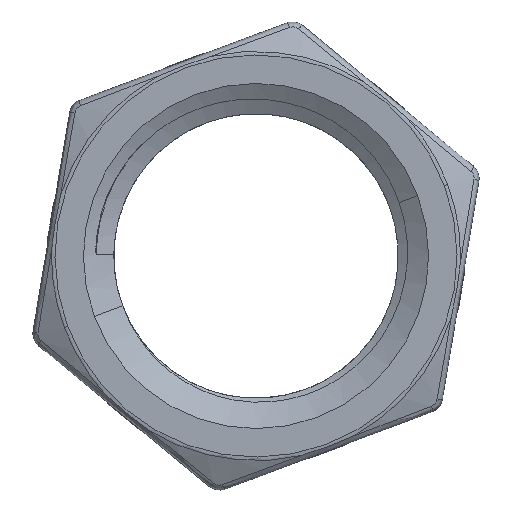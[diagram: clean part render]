
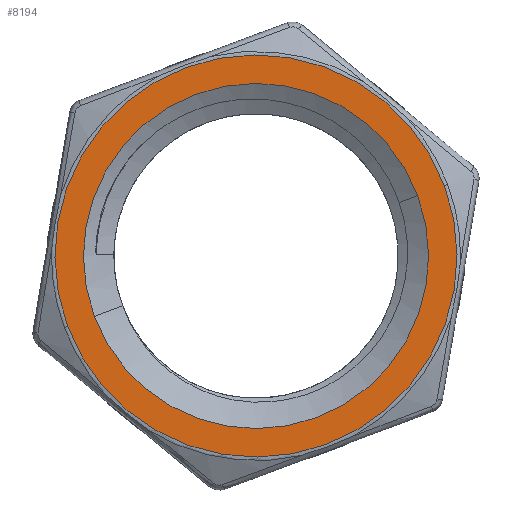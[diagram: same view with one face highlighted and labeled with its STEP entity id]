
A CAD part, left-side view. The second image highlights one B-rep face of the part: STEP entity #8194.
In plain terms, the highlighted planar face has unit normal (-1, 0, 0).
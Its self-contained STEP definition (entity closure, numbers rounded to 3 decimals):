
#6501=CARTESIAN_POINT('',(-12.582,-4.907,8.819));
#6502=VERTEX_POINT('',#6501);
#6539=CARTESIAN_POINT('',(-12.582,4.907,5.151));
#6540=VERTEX_POINT('',#6539);
#6547=CARTESIAN_POINT('',(-12.582,0.,6.985));
#6548=DIRECTION('',(-1.0,0.,0.));
#6549=DIRECTION('',(0.,-0.937,0.35));
#6550=AXIS2_PLACEMENT_3D('',#6547,#6548,#6549);
#6551=CIRCLE('',#6550,5.239);
#6552=EDGE_CURVE('',#6540,#6502,#6551,.T.);
#6562=CARTESIAN_POINT('',(-12.582,-5.717,9.121));
#6563=VERTEX_POINT('',#6562);
#6573=CARTESIAN_POINT('',(-12.582,5.717,4.849));
#6574=VERTEX_POINT('',#6573);
#6575=CARTESIAN_POINT('',(-12.582,0.,6.985));
#6576=DIRECTION('',(-1.0,0.,0.));
#6577=DIRECTION('',(0.,-0.937,0.35));
#6578=AXIS2_PLACEMENT_3D('',#6575,#6576,#6577);
#6579=CIRCLE('',#6578,6.103);
#6580=EDGE_CURVE('',#6574,#6563,#6579,.T.);
#6923=CARTESIAN_POINT('',(-12.582,0.,6.985));
#6924=DIRECTION('',(-1.0,0.,0.));
#6925=DIRECTION('',(0.,-0.937,0.35));
#6926=AXIS2_PLACEMENT_3D('',#6923,#6924,#6925);
#6927=CIRCLE('',#6926,6.103);
#6928=EDGE_CURVE('',#6563,#6574,#6927,.T.);
#6999=CARTESIAN_POINT('',(-12.582,0.,6.985));
#7000=DIRECTION('',(-1.0,0.,0.));
#7001=DIRECTION('',(0.,-0.937,0.35));
#7002=AXIS2_PLACEMENT_3D('',#6999,#7000,#7001);
#7003=CIRCLE('',#7002,5.239);
#7004=EDGE_CURVE('',#6502,#6540,#7003,.T.);
#8181=CARTESIAN_POINT('',(-12.582,3.939,-1.654));
#8182=DIRECTION('',(-1.0,0.0,0.0));
#8183=DIRECTION('',(0.0,-0.937,0.35));
#8184=AXIS2_PLACEMENT_3D('',#8181,#8182,#8183);
#8185=PLANE('',#8184);
#8186=ORIENTED_EDGE('',*,*,#6928,.T.);
#8187=ORIENTED_EDGE('',*,*,#6580,.T.);
#8188=EDGE_LOOP('',(#8186,#8187));
#8189=FACE_OUTER_BOUND('',#8188,.T.);
#8190=ORIENTED_EDGE('',*,*,#7004,.F.);
#8191=ORIENTED_EDGE('',*,*,#6552,.F.);
#8192=EDGE_LOOP('',(#8190,#8191));
#8193=FACE_BOUND('',#8192,.T.);
#8194=ADVANCED_FACE('',(#8189,#8193),#8185,.T.);
